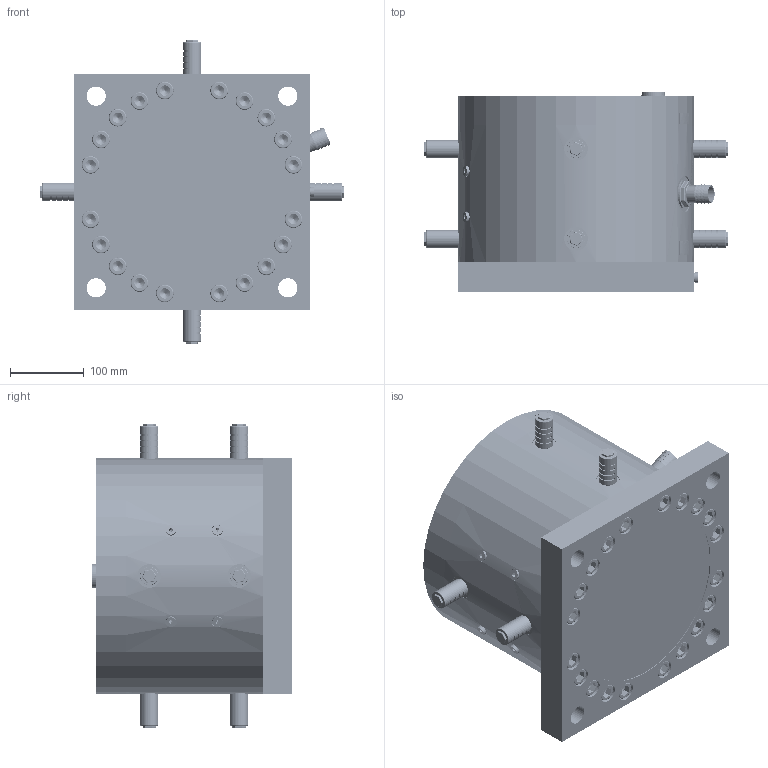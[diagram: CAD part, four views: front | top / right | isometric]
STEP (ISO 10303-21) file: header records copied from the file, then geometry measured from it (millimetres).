
FILE_DESCRIPTION (( 'STEP AP214' ), '1' );
FILE_NAME ('NTS 50-40 Kolbenvibrator #03506000.STEP', '2022-04-01T07:28:05', ( '' ), ( '' ), 'SwSTEP 2.0', 'SolidWorks 2015', '' );
FILE_SCHEMA (( 'AUTOMOTIVE_DESIGN' ));
Length unit declared in the file: millimetre
Products named in the file (1): NTS 50-40 Kolbenvibrator #03506000
Bounding box: 412 x 272 x 412 mm (x, y, z)
Volume: 22043568.8 mm3; surface area: 1312451.5 mm2
Topology: 107 solids, 107 shells, 7486 faces, 20451 edges, 13342 vertices
Faces by surface type: plane 5546, cylinder 1250, cone 352, torus 268, sphere 70
Entity records: 251555 total; most frequent: CARTESIAN_POINT 63204, ORIENTED_EDGE 40446, DIRECTION 36615, EDGE_CURVE 20223, LINE 14037, VECTOR 14037, VERTEX_POINT 13342, AXIS2_PLACEMENT_3D 11289
